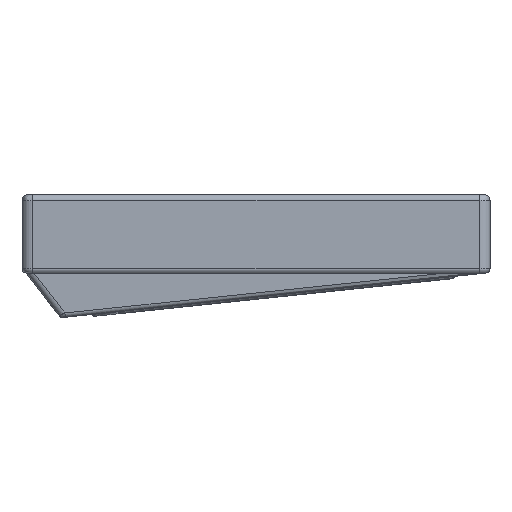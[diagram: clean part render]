
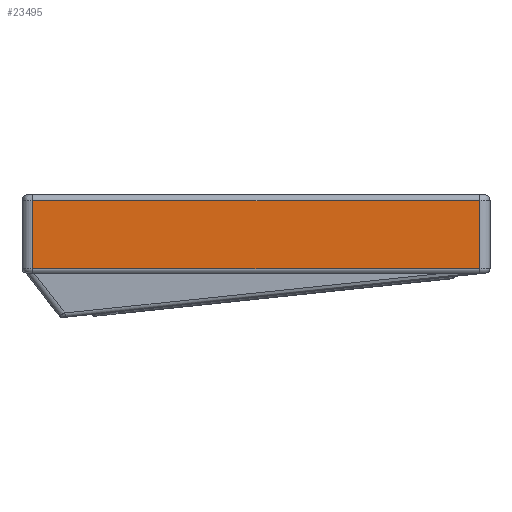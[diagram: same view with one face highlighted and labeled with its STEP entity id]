
A CAD part, left-side view. The second image highlights one B-rep face of the part: STEP entity #23495.
In plain terms, the highlighted planar face has unit normal (-1, 0, 0).
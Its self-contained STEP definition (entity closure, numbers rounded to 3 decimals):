
#818=PLANE('',#25761);
#2567=FACE_OUTER_BOUND('',#3998,.T.);
#3998=EDGE_LOOP('',(#21696,#21697,#21698,#21699));
#6176=LINE('',#40020,#8403);
#6192=LINE('',#40089,#8419);
#6193=LINE('',#40092,#8420);
#6194=LINE('',#40093,#8421);
#8403=VECTOR('',#32215,10.);
#8419=VECTOR('',#32289,10.);
#8420=VECTOR('',#32292,10.);
#8421=VECTOR('',#32293,10.);
#11837=VERTEX_POINT('',#40014);
#11838=VERTEX_POINT('',#40018);
#11862=VERTEX_POINT('',#40087);
#11863=VERTEX_POINT('',#40091);
#15150=EDGE_CURVE('',#11837,#11838,#6176,.T.);
#15183=EDGE_CURVE('',#11862,#11837,#6192,.T.);
#15184=EDGE_CURVE('',#11863,#11862,#6193,.T.);
#15185=EDGE_CURVE('',#11838,#11863,#6194,.T.);
#21696=ORIENTED_EDGE('',*,*,#15150,.F.);
#21697=ORIENTED_EDGE('',*,*,#15183,.F.);
#21698=ORIENTED_EDGE('',*,*,#15184,.F.);
#21699=ORIENTED_EDGE('',*,*,#15185,.F.);
#23495=ADVANCED_FACE('',(#2567),#818,.F.);
#25761=AXIS2_PLACEMENT_3D('',#40090,#32290,#32291);
#32215=DIRECTION('',(0.,1.,0.));
#32289=DIRECTION('',(0.,0.,-1.));
#32290=DIRECTION('center_axis',(1.,0.,0.));
#32291=DIRECTION('ref_axis',(0.,-1.,0.));
#32292=DIRECTION('',(0.,-1.,0.));
#32293=DIRECTION('',(0.,0.,1.));
#40014=CARTESIAN_POINT('',(-5.189,-5.171,-10.273));
#40018=CARTESIAN_POINT('',(-5.189,100.629,-10.273));
#40020=CARTESIAN_POINT('',(-5.189,71.863,-10.273));
#40087=CARTESIAN_POINT('',(-5.189,-5.171,5.827));
#40089=CARTESIAN_POINT('',(-5.189,-5.171,7.727));
#40090=CARTESIAN_POINT('Origin',(-5.189,104.829,7.727));
#40091=CARTESIAN_POINT('',(-5.189,100.629,5.827));
#40092=CARTESIAN_POINT('',(-5.189,76.279,5.827));
#40093=CARTESIAN_POINT('',(-5.189,100.629,7.727));
